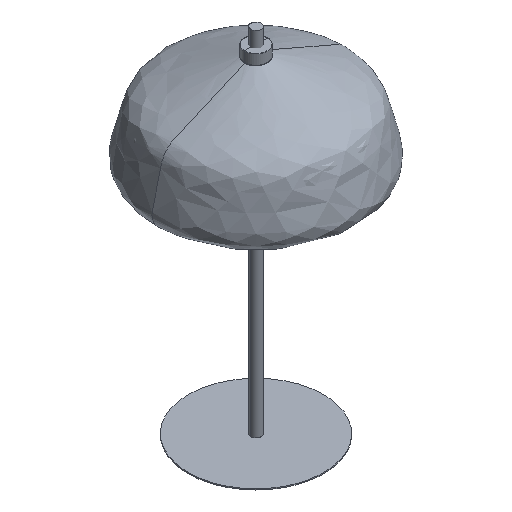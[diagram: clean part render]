
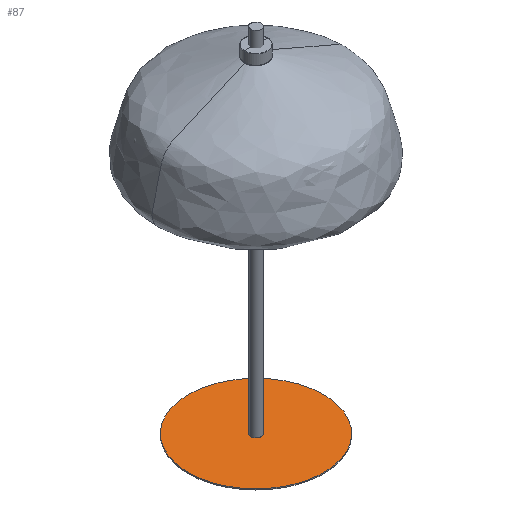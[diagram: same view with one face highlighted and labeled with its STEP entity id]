
A CAD part, isometric view. The second image highlights one B-rep face of the part: STEP entity #87.
In plain terms, the highlighted planar face has unit normal (0, 0, 1).
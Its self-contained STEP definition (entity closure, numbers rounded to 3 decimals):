
#87=ADVANCED_FACE('',(#132),#515,.T.);
#132=FACE_OUTER_BOUND('',#177,.T.);
#177=EDGE_LOOP('',(#226,#227));
#226=ORIENTED_EDGE('',*,*,#384,.T.);
#227=ORIENTED_EDGE('',*,*,#387,.T.);
#384=EDGE_CURVE('',#467,#469,#606,.T.);
#387=EDGE_CURVE('',#469,#467,#609,.T.);
#467=VERTEX_POINT('',#738);
#469=VERTEX_POINT('',#740);
#515=PLANE('',#685);
#606=(
BOUNDED_CURVE()
B_SPLINE_CURVE(2,(#748,#749,#750,#751,#752),.UNSPECIFIED.,.F.,.F.)
B_SPLINE_CURVE_WITH_KNOTS((3,2,3),(0.,102.102,204.204),
 .UNSPECIFIED.)
CURVE()
GEOMETRIC_REPRESENTATION_ITEM()
RATIONAL_B_SPLINE_CURVE((1.,0.707,1.,0.707,1.))
REPRESENTATION_ITEM('')
);
#609=(
BOUNDED_CURVE()
B_SPLINE_CURVE(2,(#760,#761,#762,#763,#764),.UNSPECIFIED.,.F.,.F.)
B_SPLINE_CURVE_WITH_KNOTS((3,2,3),(204.204,306.305,408.407),
 .UNSPECIFIED.)
CURVE()
GEOMETRIC_REPRESENTATION_ITEM()
RATIONAL_B_SPLINE_CURVE((1.,0.707,1.,0.707,1.))
REPRESENTATION_ITEM('')
);
#685=AXIS2_PLACEMENT_3D('',#726,#695,$);
#695=DIRECTION('',(0.,0.,1.));
#726=CARTESIAN_POINT('',(-400.72,-81.25,1.));
#738=CARTESIAN_POINT('',(-254.47,0.,1.));
#740=CARTESIAN_POINT('',(-384.47,0.,1.));
#748=CARTESIAN_POINT('',(-254.47,0.,1.));
#749=CARTESIAN_POINT('',(-254.47,65.,1.));
#750=CARTESIAN_POINT('',(-319.47,65.,1.));
#751=CARTESIAN_POINT('',(-384.47,65.,1.));
#752=CARTESIAN_POINT('',(-384.47,0.,1.));
#760=CARTESIAN_POINT('',(-384.47,0.,1.));
#761=CARTESIAN_POINT('',(-384.47,-65.,1.));
#762=CARTESIAN_POINT('',(-319.47,-65.,1.));
#763=CARTESIAN_POINT('',(-254.47,-65.,1.));
#764=CARTESIAN_POINT('',(-254.47,0.,1.));
